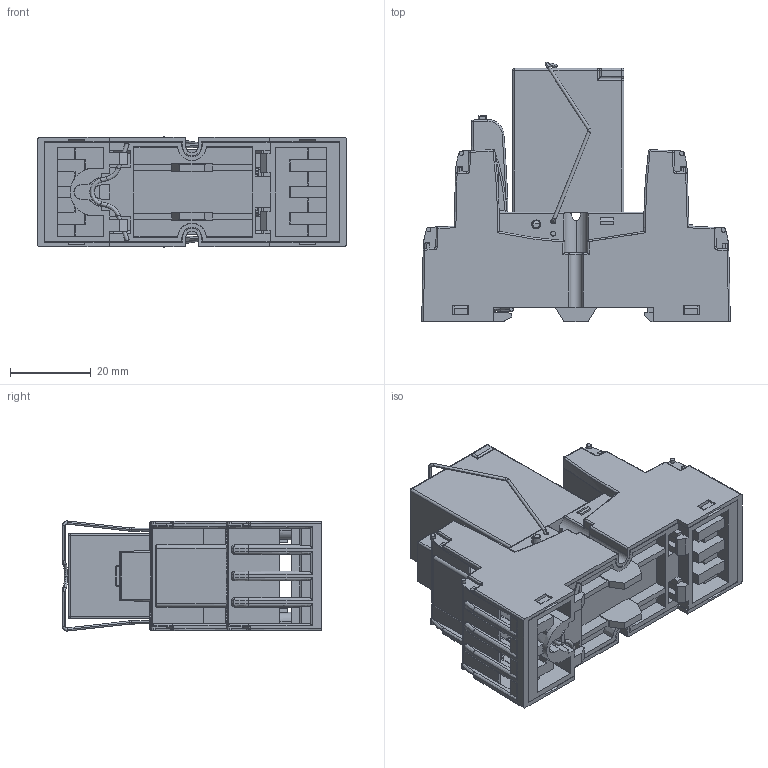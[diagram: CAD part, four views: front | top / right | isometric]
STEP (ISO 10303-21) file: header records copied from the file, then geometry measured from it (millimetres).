
FILE_DESCRIPTION (( 'STEP AP214' ), '1' );
FILE_NAME ('PIR4T.STEP', '2017-07-11T12:36:27', ( '' ), ( '' ), 'SwSTEP 2.0', 'SolidWorks 2017', '' );
FILE_SCHEMA (( 'AUTOMOTIVE_DESIGN' ));
Length unit declared in the file: millimetre
Products named in the file (1): PIR4T
Bounding box: 76.3 x 64.07 x 27.24 mm (x, y, z)
Volume: 45324.5 mm3; surface area: 40198.6 mm2
Topology: 22 solids, 26 shells, 3673 faces, 9259 edges, 5558 vertices
Faces by surface type: plane 1534, cylinder 977, bspline 954, cone 164, sphere 22, torus 22
Entity records: 164492 total; most frequent: CARTESIAN_POINT 42175, ORIENTED_EDGE 18314, DIRECTION 15455, EDGE_CURVE 9157, VERTEX_POINT 5557, LINE 5197, VECTOR 5197, AXIS2_PLACEMENT_3D 5129
